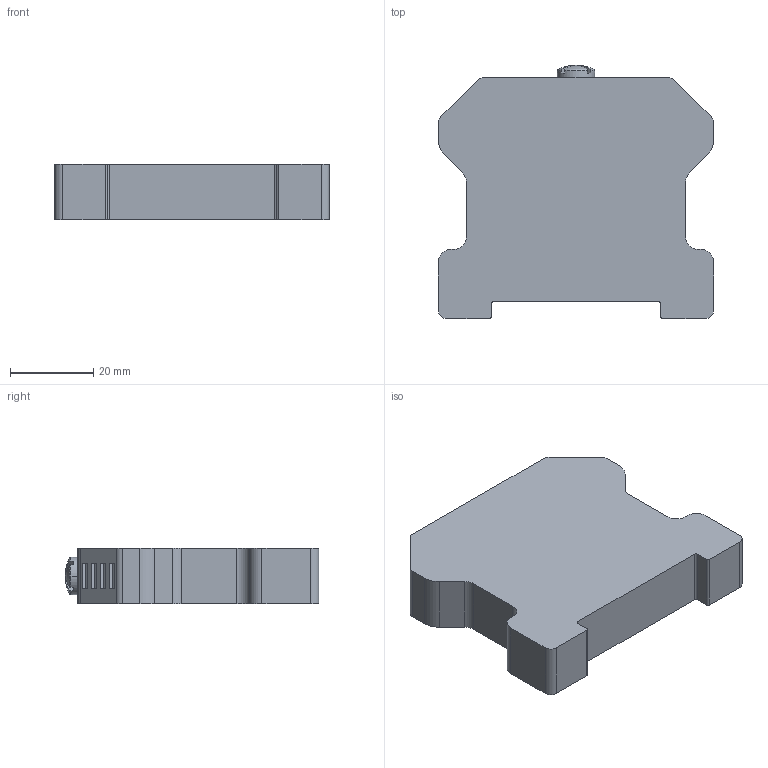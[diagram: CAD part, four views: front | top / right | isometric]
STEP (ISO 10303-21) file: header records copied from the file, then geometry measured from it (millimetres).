
FILE_DESCRIPTION(('FreeCAD Model'),'2;1');
FILE_NAME('17259_SHES_35.stp','2018-09-10T07:16:14',('Author'),(''), 'Open CASCADE STEP processor 7.2','FreeCAD','Unknown');
FILE_SCHEMA(('AUTOMOTIVE_DESIGN { 1 0 10303 214 1 1 1 1 }'));
Length unit declared in the file: millimetre
Products named in the file (1): 17259_SHES_35
Bounding box: 66 x 60.76 x 13.4 mm (x, y, z)
Volume: 43841.4 mm3; surface area: 10100.5 mm2
Topology: 1 solids, 1 shells, 97 faces, 258 edges, 172 vertices
Faces by surface type: plane 69, cylinder 20, sphere 4, torus 4
Entity records: 7087 total; most frequent: CARTESIAN_POINT 1864, DIRECTION 979, LINE 631, VECTOR 631, ORIENTED_EDGE 516, PCURVE 516, DEFINITIONAL_REPRESENTATION 516, EDGE_CURVE 258
